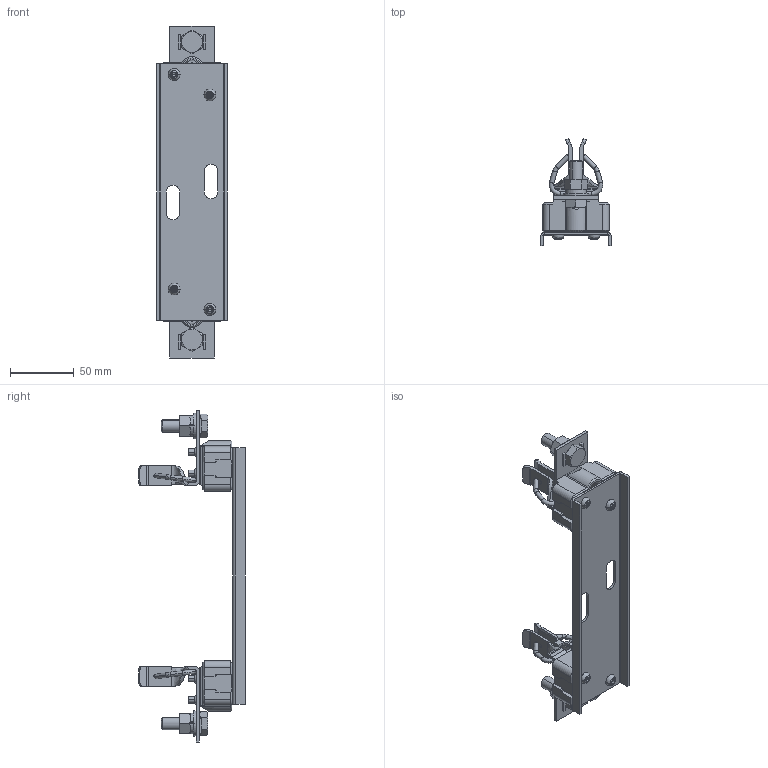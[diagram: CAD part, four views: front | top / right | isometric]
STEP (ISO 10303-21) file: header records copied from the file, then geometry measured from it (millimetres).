
FILE_DESCRIPTION((''),'2;1');
FILE_NAME('0000049095_ASM','2021-03-29T',('luka.martincic'),('Audax d.o.o.'),'CREO PARAMETRIC BY PTC INC, 2018360','CREO PARAMETRIC BY PTC INC, 2018360','');
FILE_SCHEMA(('AUTOMOTIVE_DESIGN { 1 0 10303 214 1 1 1 1 }'));
Length unit declared in the file: millimetre
Products named in the file (12): 0000036942; 0000038637; 0000038447; 0000038645_AF0; 0000038645_AF1; 0000032606; 0000044574; 0000032607; 0000032604; 0000032603; 0000032605; 0000049095_ASM
Assembly tree (23 placements, depth 2):
  0000049095_ASM
    0000036942
    0000038637  x2
    0000038447  x2
    0000038645_AF0
    0000038645_AF1
    0000032606  x4
    0000044574  x4
    0000032607  x2
    0000032604  x2
    0000032603  x2
    0000032605  x2
Bounding box: 55 x 83.6 x 260 mm (x, y, z)
Volume: 134662.5 mm3; surface area: 81497.6 mm2
Topology: 23 solids, 41 shells, 956 faces, 2286 edges, 1404 vertices
Faces by surface type: plane 454, cylinder 262, cone 150, torus 44, bspline 30, sphere 16
Entity records: 31159 total; most frequent: CARTESIAN_POINT 13894, DIRECTION 2355, ORIENTED_EDGE 2126, PRESENTATION_STYLE_ASSIGNMENT 1097, STYLED_ITEM 1097, CURVE_STYLE 1079, EDGE_CURVE 1079, AXIS2_PLACEMENT_3D 885
